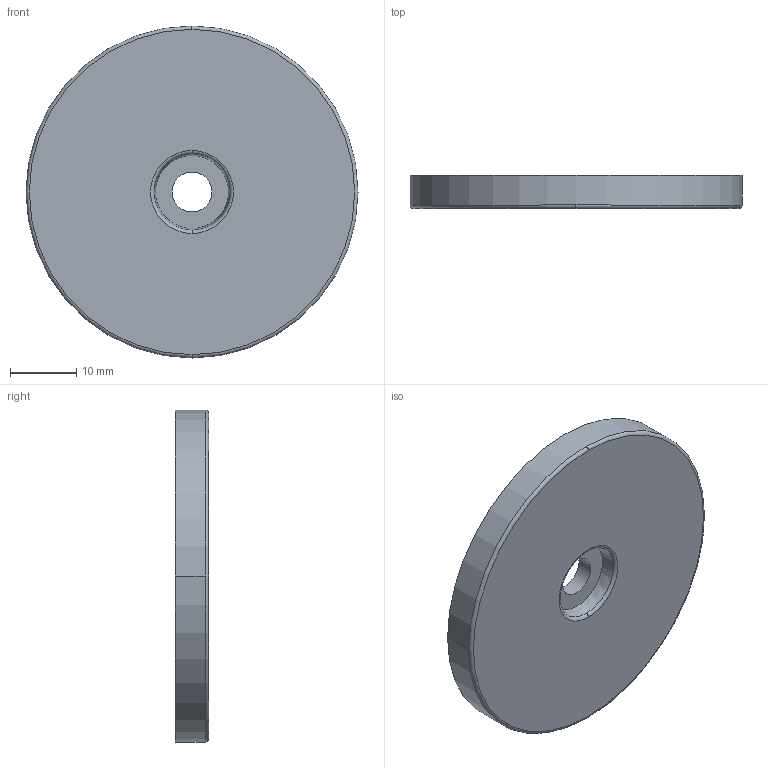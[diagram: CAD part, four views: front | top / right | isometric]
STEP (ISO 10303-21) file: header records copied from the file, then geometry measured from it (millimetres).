
FILE_DESCRIPTION(('STEP AP214'),'1');
FILE_NAME('HALDERN_EH_25150_1150.stp','2020-02-28T09:42:55',('TraceParts'),('TraceParts S.A.'),'Spatial InterOp 3D',' ',' ');
FILE_SCHEMA(('AUTOMOTIVE_DESIGN { 1 0 10303 214 1 1 1 1 }'));
Length unit declared in the file: millimetre
Products named in the file (1): HALDERN_EH_25150_1150_1
Bounding box: 50 x 5 x 50 mm (x, y, z)
Volume: 9485.8 mm3; surface area: 8439.6 mm2
Topology: 2 solids, 2 shells, 19 faces, 44 edges, 30 vertices
Faces by surface type: cylinder 8, plane 5, torus 4, cone 2
Entity records: 748 total; most frequent: DIRECTION 120, CARTESIAN_POINT 95, ORIENTED_EDGE 88, AXIS2_PLACEMENT_3D 55, EDGE_CURVE 44, CIRCLE 34, VERTEX_POINT 30, EDGE_LOOP 24
